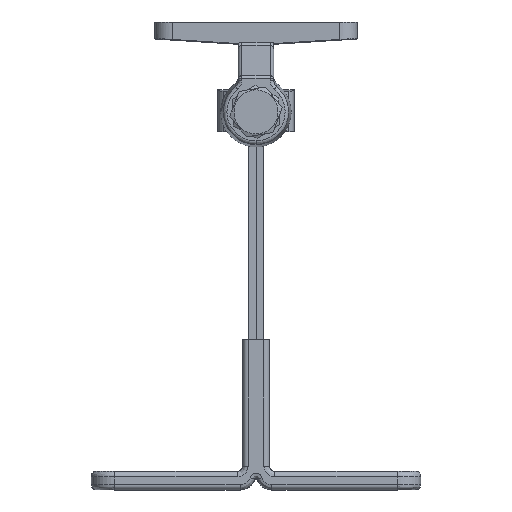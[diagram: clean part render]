
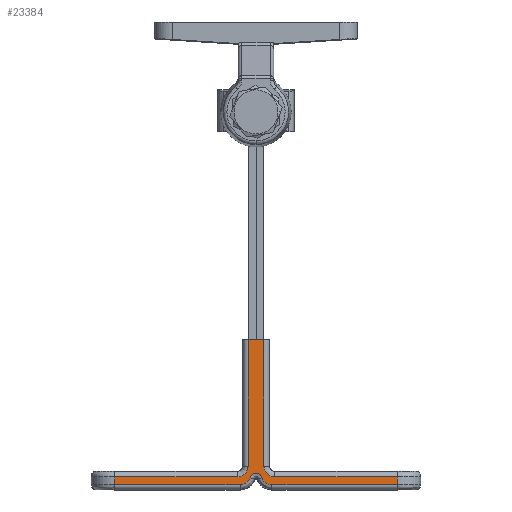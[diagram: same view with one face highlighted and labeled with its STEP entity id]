
A CAD part, front view. The second image highlights one B-rep face of the part: STEP entity #23384.
In plain terms, the highlighted face is planar.
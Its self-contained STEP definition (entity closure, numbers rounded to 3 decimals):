
#1852 =( BOUNDED_CURVE ( )  B_SPLINE_CURVE ( 3, ( #40919, #40918, #40941, #40942 ),
 .UNSPECIFIED., .F., .F. ) 
 B_SPLINE_CURVE_WITH_KNOTS ( ( 4, 4 ),
 ( 0., 1. ),
 .UNSPECIFIED. ) 
 CURVE ( )  GEOMETRIC_REPRESENTATION_ITEM ( )  RATIONAL_B_SPLINE_CURVE ( ( 1., 0.547, 0.547, 1. ) ) 
 REPRESENTATION_ITEM ( '' )  );
#1855 =( BOUNDED_CURVE ( )  B_SPLINE_CURVE ( 3, ( #40943, #40944, #40949, #40950 ),
 .UNSPECIFIED., .F., .F. ) 
 B_SPLINE_CURVE_WITH_KNOTS ( ( 4, 4 ),
 ( 0., 1. ),
 .UNSPECIFIED. ) 
 CURVE ( )  GEOMETRIC_REPRESENTATION_ITEM ( )  RATIONAL_B_SPLINE_CURVE ( ( 1., 0.875, 0.875, 1. ) ) 
 REPRESENTATION_ITEM ( '' )  );
#1876 =( BOUNDED_CURVE ( )  B_SPLINE_CURVE ( 3, ( #41068, #41069, #41090, #41091 ),
 .UNSPECIFIED., .F., .F. ) 
 B_SPLINE_CURVE_WITH_KNOTS ( ( 4, 4 ),
 ( 0., 1. ),
 .UNSPECIFIED. ) 
 CURVE ( )  GEOMETRIC_REPRESENTATION_ITEM ( )  RATIONAL_B_SPLINE_CURVE ( ( 1., 0.805, 0.805, 1. ) ) 
 REPRESENTATION_ITEM ( '' )  );
#1907 =( BOUNDED_CURVE ( )  B_SPLINE_CURVE ( 3, ( #41918, #41924, #41951, #41952 ),
 .UNSPECIFIED., .F., .F. ) 
 B_SPLINE_CURVE_WITH_KNOTS ( ( 4, 4 ),
 ( 0., 1. ),
 .UNSPECIFIED. ) 
 CURVE ( )  GEOMETRIC_REPRESENTATION_ITEM ( )  RATIONAL_B_SPLINE_CURVE ( ( 1., 0.805, 0.805, 1. ) ) 
 REPRESENTATION_ITEM ( '' )  );
#9116 = FACE_OUTER_BOUND ( 'NONE', #61482, .T. ) ;
#13503 = CARTESIAN_POINT ( 'NONE',  ( -2.25, 70.25, 0. ) ) ;
#13510 = CARTESIAN_POINT ( 'NONE',  ( -4.5, 75.5, 0. ) ) ;
#13531 = CARTESIAN_POINT ( 'NONE',  ( 1.658, 73.46, 0. ) ) ;
#13554 = CARTESIAN_POINT ( 'NONE',  ( -39.9, 73.25, 0. ) ) ;
#13579 = CARTESIAN_POINT ( 'NONE',  ( 2.25, 34.635, 0. ) ) ;
#13588 = CARTESIAN_POINT ( 'NONE',  ( -39.9, 75.5, 0. ) ) ;
#13596 = CARTESIAN_POINT ( 'NONE',  ( -2.25, 34.635, 0. ) ) ;
#13604 = CARTESIAN_POINT ( 'NONE',  ( 5.25, 73.25, 0. ) ) ;
#13639 = CARTESIAN_POINT ( 'NONE',  ( 4.5, 75.5, 0. ) ) ;
#13645 = CARTESIAN_POINT ( 'NONE',  ( -1.658, 73.46, 0. ) ) ;
#13691 = CARTESIAN_POINT ( 'NONE',  ( 39.9, 75.5, 0. ) ) ;
#13876 = CARTESIAN_POINT ( 'NONE',  ( 2.25, 70.25, 0. ) ) ;
#13878 = CARTESIAN_POINT ( 'NONE',  ( 39.9, 73.25, 0. ) ) ;
#15790 = VERTEX_POINT ( 'NONE', #81227 ) ;
#17272 = VECTOR ( 'NONE', #45211, 1000. ) ;
#17296 = LINE ( 'NONE', #45128, #17272 ) ;
#17337 = VECTOR ( 'NONE', #42706, 1000. ) ;
#17389 = VECTOR ( 'NONE', #43556, 1000. ) ;
#17525 = VECTOR ( 'NONE', #42815, 1000. ) ;
#17532 = VECTOR ( 'NONE', #40785, 1000. ) ;
#17776 = LINE ( 'NONE', #40986, #17779 ) ;
#17777 = LINE ( 'NONE', #43498, #17389 ) ;
#17779 = VECTOR ( 'NONE', #40988, 1000. ) ;
#17846 = LINE ( 'NONE', #41019, #17853 ) ;
#17853 = VECTOR ( 'NONE', #41021, 1000. ) ;
#17905 = LINE ( 'NONE', #42803, #17525 ) ;
#18054 = LINE ( 'NONE', #40783, #17532 ) ;
#18066 = LINE ( 'NONE', #42690, #17337 ) ;
#23384 = ADVANCED_FACE ( 'NONE', ( #9116 ), #65033, .F. ) ;
#40783 = CARTESIAN_POINT ( 'NONE',  ( 39.9, 74.021, 0. ) ) ;
#40785 = DIRECTION ( 'NONE',  ( 0., 1., 0. ) ) ;
#40918 = CARTESIAN_POINT ( 'NONE',  ( 1.011, 71.545, 0. ) ) ;
#40919 = CARTESIAN_POINT ( 'NONE',  ( 1.658, 73.46, 0. ) ) ;
#40941 = CARTESIAN_POINT ( 'NONE',  ( -1.011, 71.545, 0. ) ) ;
#40942 = CARTESIAN_POINT ( 'NONE',  ( -1.658, 73.46, 0. ) ) ;
#40943 = CARTESIAN_POINT ( 'NONE',  ( -1.658, 73.46, 0. ) ) ;
#40944 = CARTESIAN_POINT ( 'NONE',  ( -2.085, 74.723, 0. ) ) ;
#40949 = CARTESIAN_POINT ( 'NONE',  ( -3.167, 75.5, 0. ) ) ;
#40950 = CARTESIAN_POINT ( 'NONE',  ( -4.5, 75.5, 0. ) ) ;
#40986 = CARTESIAN_POINT ( 'NONE',  ( 0., 73.25, 0. ) ) ;
#40988 = DIRECTION ( 'NONE',  ( 1., 0., 0. ) ) ;
#41019 = CARTESIAN_POINT ( 'NONE',  ( 0., 75.5, 0. ) ) ;
#41021 = DIRECTION ( 'NONE',  ( -1., 0., 0. ) ) ;
#41068 = CARTESIAN_POINT ( 'NONE',  ( -5.25, 73.25, 0. ) ) ;
#41069 = CARTESIAN_POINT ( 'NONE',  ( -3.493, 73.25, 0. ) ) ;
#41090 = CARTESIAN_POINT ( 'NONE',  ( -2.25, 72.007, 0. ) ) ;
#41091 = CARTESIAN_POINT ( 'NONE',  ( -2.25, 70.25, 0. ) ) ;
#41918 = CARTESIAN_POINT ( 'NONE',  ( 2.25, 70.25, 0. ) ) ;
#41924 = CARTESIAN_POINT ( 'NONE',  ( 2.25, 72.007, 0. ) ) ;
#41951 = CARTESIAN_POINT ( 'NONE',  ( 3.493, 73.25, 0. ) ) ;
#41952 = CARTESIAN_POINT ( 'NONE',  ( 5.25, 73.25, 0. ) ) ;
#42690 = CARTESIAN_POINT ( 'NONE',  ( 0., 73.25, 0. ) ) ;
#42706 = DIRECTION ( 'NONE',  ( 1., 0., 0. ) ) ;
#42803 = CARTESIAN_POINT ( 'NONE',  ( 0., 34.635, 0. ) ) ;
#42815 = DIRECTION ( 'NONE',  ( -1., 0., 0. ) ) ;
#43498 = CARTESIAN_POINT ( 'NONE',  ( -39.9, 74.021, 0. ) ) ;
#43556 = DIRECTION ( 'NONE',  ( 0., -1., 0. ) ) ;
#45026 = CARTESIAN_POINT ( 'NONE',  ( 3.167, 75.5, 0. ) ) ;
#45040 = CARTESIAN_POINT ( 'NONE',  ( 4.5, 75.5, 0. ) ) ;
#45044 = CARTESIAN_POINT ( 'NONE',  ( 2.085, 74.723, 0. ) ) ;
#45045 = CARTESIAN_POINT ( 'NONE',  ( 1.658, 73.46, 0. ) ) ;
#45128 = CARTESIAN_POINT ( 'NONE',  ( -2.25, 0., 0. ) ) ;
#45211 = DIRECTION ( 'NONE',  ( 0., -1., 0. ) ) ;
#45924 = DIRECTION ( 'NONE',  ( -1., 0., 0. ) ) ;
#45929 = CARTESIAN_POINT ( 'NONE',  ( 0., 75.5, 0. ) ) ;
#49127 = CARTESIAN_POINT ( 'NONE',  ( 2.25, 74.021, 0. ) ) ;
#49163 = DIRECTION ( 'NONE',  ( 0., 1., 0. ) ) ;
#50218 = ORIENTED_EDGE ( 'NONE', *, *, #68716, .F. ) ;
#50276 = ORIENTED_EDGE ( 'NONE', *, *, #69146, .F. ) ;
#50277 = ORIENTED_EDGE ( 'NONE', *, *, #68803, .F. ) ;
#50279 = ORIENTED_EDGE ( 'NONE', *, *, #69293, .F. ) ;
#50367 = ORIENTED_EDGE ( 'NONE', *, *, #69137, .F. ) ;
#50376 = ORIENTED_EDGE ( 'NONE', *, *, #68778, .F. ) ;
#50437 = ORIENTED_EDGE ( 'NONE', *, *, #69272, .F. ) ;
#50463 = ORIENTED_EDGE ( 'NONE', *, *, #68962, .T. ) ;
#50515 = ORIENTED_EDGE ( 'NONE', *, *, #68855, .F. ) ;
#50525 = ORIENTED_EDGE ( 'NONE', *, *, #68785, .F. ) ;
#50639 = ORIENTED_EDGE ( 'NONE', *, *, #69081, .F. ) ;
#50646 = ORIENTED_EDGE ( 'NONE', *, *, #68766, .F. ) ;
#50700 = ORIENTED_EDGE ( 'NONE', *, *, #68947, .F. ) ;
#50713 = ORIENTED_EDGE ( 'NONE', *, *, #68769, .F. ) ;
#53805 = VERTEX_POINT ( 'NONE', #13503 ) ;
#53812 = VERTEX_POINT ( 'NONE', #13510 ) ;
#53833 = VERTEX_POINT ( 'NONE', #13531 ) ;
#53856 = VERTEX_POINT ( 'NONE', #13554 ) ;
#53881 = VERTEX_POINT ( 'NONE', #13579 ) ;
#53890 = VERTEX_POINT ( 'NONE', #13588 ) ;
#53898 = VERTEX_POINT ( 'NONE', #13596 ) ;
#53906 = VERTEX_POINT ( 'NONE', #13604 ) ;
#53941 = VERTEX_POINT ( 'NONE', #13639 ) ;
#53947 = VERTEX_POINT ( 'NONE', #13645 ) ;
#53993 = VERTEX_POINT ( 'NONE', #13691 ) ;
#54179 = VERTEX_POINT ( 'NONE', #13876 ) ;
#54181 = VERTEX_POINT ( 'NONE', #13878 ) ;
#58668 = VECTOR ( 'NONE', #45924, 1000. ) ;
#58681 = LINE ( 'NONE', #49127, #59138 ) ;
#58686 = LINE ( 'NONE', #45929, #58668 ) ;
#59138 = VECTOR ( 'NONE', #49163, 1000. ) ;
#61482 = EDGE_LOOP ( 'NONE', ( #50279, #50463, #50276, #50277, #50700, #50639, #50525, #50713, #50646, #50367, #50437, #50218, #50376, #50515 ) ) ;
#65027 = CARTESIAN_POINT ( 'NONE',  ( 0., 74.021, 0. ) ) ;
#65033 = PLANE ( 'NONE',  #69905 ) ;
#65036 = DIRECTION ( 'NONE',  ( 0., 0., 1. ) ) ;
#65037 = DIRECTION ( 'NONE',  ( 1., 0., 0. ) ) ;
#67043 =( BOUNDED_CURVE ( )  B_SPLINE_CURVE ( 3, ( #45040, #45026, #45044, #45045 ),
 .UNSPECIFIED., .F., .F. ) 
 B_SPLINE_CURVE_WITH_KNOTS ( ( 4, 4 ),
 ( 0., 1. ),
 .UNSPECIFIED. ) 
 CURVE ( )  GEOMETRIC_REPRESENTATION_ITEM ( )  RATIONAL_B_SPLINE_CURVE ( ( 1., 0.875, 0.875, 1. ) ) 
 REPRESENTATION_ITEM ( '' )  );
#68716 = EDGE_CURVE ( 'NONE', #54181, #53993, #18054, .T. ) ;
#68766 = EDGE_CURVE ( 'NONE', #53833, #53947, #1852, .T. ) ;
#68769 = EDGE_CURVE ( 'NONE', #53947, #53812, #1855, .T. ) ;
#68778 = EDGE_CURVE ( 'NONE', #53906, #54181, #17776, .T. ) ;
#68785 = EDGE_CURVE ( 'NONE', #53812, #53890, #17846, .T. ) ;
#68803 = EDGE_CURVE ( 'NONE', #15790, #53805, #1876, .T. ) ;
#68855 = EDGE_CURVE ( 'NONE', #54179, #53906, #1907, .T. ) ;
#68947 = EDGE_CURVE ( 'NONE', #53856, #15790, #18066, .T. ) ;
#68962 = EDGE_CURVE ( 'NONE', #53881, #53898, #17905, .T. ) ;
#69081 = EDGE_CURVE ( 'NONE', #53890, #53856, #17777, .T. ) ;
#69137 = EDGE_CURVE ( 'NONE', #53941, #53833, #67043, .T. ) ;
#69146 = EDGE_CURVE ( 'NONE', #53805, #53898, #17296, .T. ) ;
#69272 = EDGE_CURVE ( 'NONE', #53993, #53941, #58686, .T. ) ;
#69293 = EDGE_CURVE ( 'NONE', #53881, #54179, #58681, .T. ) ;
#69905 = AXIS2_PLACEMENT_3D ( 'NONE', #65027, #65036, #65037 ) ;
#81227 = CARTESIAN_POINT ( 'NONE',  ( -5.25, 73.25, 0. ) ) ;
